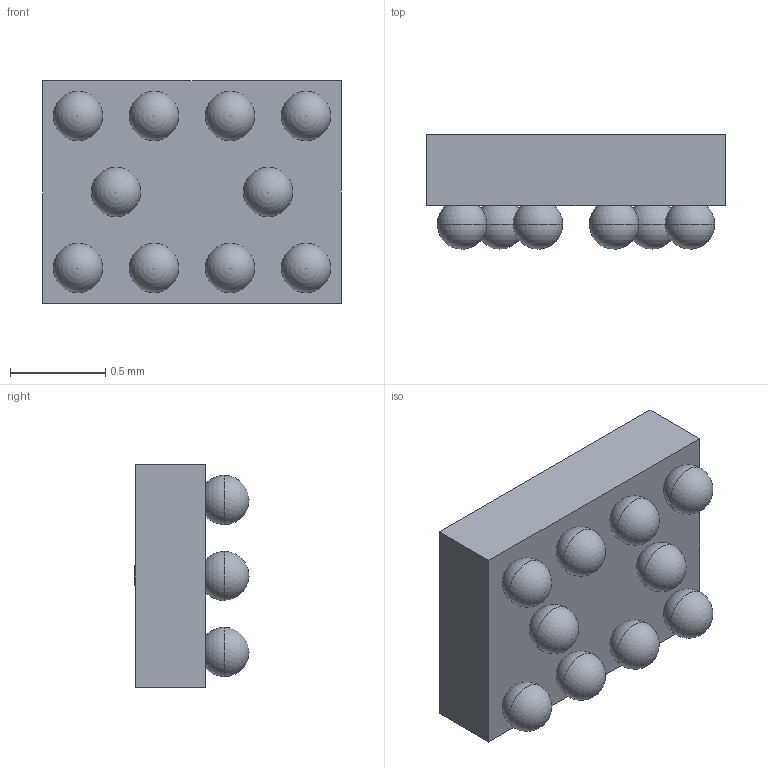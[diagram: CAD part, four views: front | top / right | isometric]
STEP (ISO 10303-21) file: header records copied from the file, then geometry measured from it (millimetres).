
FILE_DESCRIPTION (( 'STEP AP214' ), '1' );
FILE_NAME ('6D4F10CE-A0B7-4DEB-8637-D72014384C79.STEP', '2022-12-25T23:56:46', ( '' ), ( '' ), 'SwSTEP 2.0', 'SolidWorks 2022', '' );
FILE_SCHEMA (( 'AUTOMOTIVE_DESIGN' ));
Length unit declared in the file: millimetre
Products named in the file (1): 6D4F10CE-A0B7-4DEB-8637-D72014384C79
Bounding box: 1.57 x 0.6 x 1.17 mm (x, y, z)
Volume: 0.8 mm3; surface area: 7.4 mm2
Topology: 1 solids, 1 shells, 114 faces, 326 edges, 224 vertices
Faces by surface type: plane 53, bspline 39, sphere 20, cylinder 2
Entity records: 5827 total; most frequent: CARTESIAN_POINT 3116, ORIENTED_EDGE 572, DIRECTION 404, EDGE_CURVE 286, VERTEX_POINT 204, LINE 164, VECTOR 164, EDGE_LOOP 144
